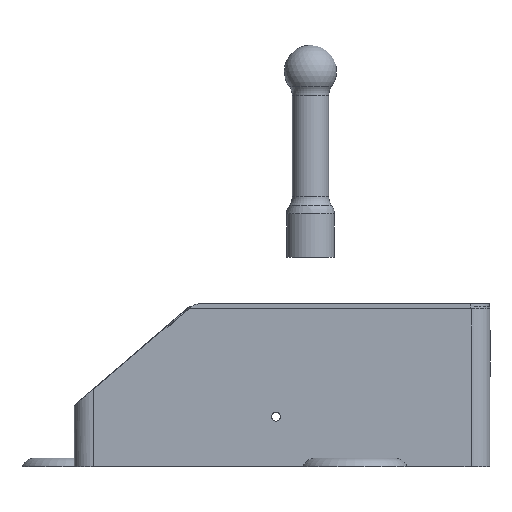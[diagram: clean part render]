
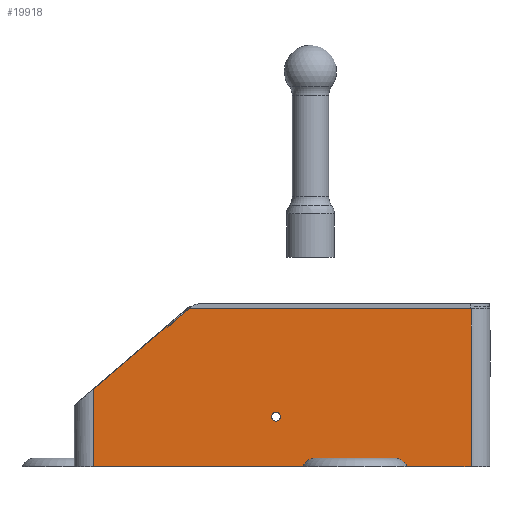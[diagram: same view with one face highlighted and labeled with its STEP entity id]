
A CAD part, front view. The second image highlights one B-rep face of the part: STEP entity #19918.
In plain terms, the highlighted planar face has unit normal (0, -1, 0).
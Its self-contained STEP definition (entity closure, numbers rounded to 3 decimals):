
#75=FACE_BOUND('',#2257,.T.);
#210=CIRCLE('',#20744,5.);
#211=CIRCLE('',#20745,5.);
#212=CIRCLE('',#20746,1.5);
#485=PLANE('',#20743);
#1140=FACE_OUTER_BOUND('',#2256,.T.);
#2256=EDGE_LOOP('',(#14848,#14849,#14850,#14851,#14852,#14853,#14854,#14855,
#14856,#14857,#14858,#14859,#14860,#14861,#14862,#14863));
#2257=EDGE_LOOP('',(#14864));
#2917=LINE('',#23551,#4293);
#2922=LINE('',#23566,#4298);
#2927=LINE('',#23647,#4303);
#2968=LINE('',#24705,#4344);
#3463=LINE('',#30476,#4839);
#3465=LINE('',#30492,#4841);
#3565=LINE('',#31620,#4941);
#3566=LINE('',#31622,#4942);
#3567=LINE('',#31624,#4943);
#3568=LINE('',#31626,#4944);
#3569=LINE('',#31630,#4945);
#3570=LINE('',#31634,#4946);
#3571=LINE('',#31636,#4947);
#3572=LINE('',#31637,#4948);
#4293=VECTOR('',#21108,10.);
#4298=VECTOR('',#21115,10.);
#4303=VECTOR('',#21128,10.);
#4344=VECTOR('',#21209,10.);
#4839=VECTOR('',#21926,10.);
#4841=VECTOR('',#21928,10.);
#4941=VECTOR('',#22086,10.);
#4942=VECTOR('',#22087,10.);
#4943=VECTOR('',#22088,10.);
#4944=VECTOR('',#22089,10.);
#4945=VECTOR('',#22092,10.);
#4946=VECTOR('',#22095,10.);
#4947=VECTOR('',#22096,10.);
#4948=VECTOR('',#22097,10.);
#7203=VERTEX_POINT('',#23544);
#7205=VERTEX_POINT('',#23550);
#7208=VERTEX_POINT('',#23560);
#7210=VERTEX_POINT('',#23564);
#7424=VERTEX_POINT('',#24699);
#7425=VERTEX_POINT('',#24704);
#8089=VERTEX_POINT('',#30471);
#8091=VERTEX_POINT('',#30486);
#8195=VERTEX_POINT('',#31621);
#8196=VERTEX_POINT('',#31623);
#8197=VERTEX_POINT('',#31625);
#8198=VERTEX_POINT('',#31627);
#8199=VERTEX_POINT('',#31629);
#8200=VERTEX_POINT('',#31631);
#8201=VERTEX_POINT('',#31633);
#8202=VERTEX_POINT('',#31635);
#8203=VERTEX_POINT('',#31638);
#9266=EDGE_CURVE('',#7205,#7203,#2917,.T.);
#9272=EDGE_CURVE('',#7208,#7210,#2922,.T.);
#9287=EDGE_CURVE('',#7210,#7205,#2927,.T.);
#9505=EDGE_CURVE('',#7425,#7424,#2968,.T.);
#10548=EDGE_CURVE('',#7424,#8089,#3463,.T.);
#10551=EDGE_CURVE('',#8091,#7425,#3465,.T.);
#10743=EDGE_CURVE('',#7203,#8091,#3565,.T.);
#10744=EDGE_CURVE('',#8089,#8195,#3566,.T.);
#10745=EDGE_CURVE('',#8196,#8195,#3567,.T.);
#10746=EDGE_CURVE('',#8196,#8197,#3568,.T.);
#10747=EDGE_CURVE('',#8197,#8198,#210,.T.);
#10748=EDGE_CURVE('',#8198,#8199,#3569,.T.);
#10749=EDGE_CURVE('',#8200,#8199,#211,.F.);
#10750=EDGE_CURVE('',#8200,#8201,#3570,.T.);
#10751=EDGE_CURVE('',#8201,#8202,#3571,.T.);
#10752=EDGE_CURVE('',#7208,#8202,#3572,.T.);
#10753=EDGE_CURVE('',#8203,#8203,#212,.T.);
#14848=ORIENTED_EDGE('',*,*,#9272,.T.);
#14849=ORIENTED_EDGE('',*,*,#9287,.T.);
#14850=ORIENTED_EDGE('',*,*,#9266,.T.);
#14851=ORIENTED_EDGE('',*,*,#10743,.T.);
#14852=ORIENTED_EDGE('',*,*,#10551,.T.);
#14853=ORIENTED_EDGE('',*,*,#9505,.T.);
#14854=ORIENTED_EDGE('',*,*,#10548,.T.);
#14855=ORIENTED_EDGE('',*,*,#10744,.T.);
#14856=ORIENTED_EDGE('',*,*,#10745,.F.);
#14857=ORIENTED_EDGE('',*,*,#10746,.T.);
#14858=ORIENTED_EDGE('',*,*,#10747,.T.);
#14859=ORIENTED_EDGE('',*,*,#10748,.T.);
#14860=ORIENTED_EDGE('',*,*,#10749,.F.);
#14861=ORIENTED_EDGE('',*,*,#10750,.T.);
#14862=ORIENTED_EDGE('',*,*,#10751,.T.);
#14863=ORIENTED_EDGE('',*,*,#10752,.F.);
#14864=ORIENTED_EDGE('',*,*,#10753,.T.);
#19918=ADVANCED_FACE('',(#1140,#75),#485,.T.);
#20743=AXIS2_PLACEMENT_3D('',#31619,#22084,#22085);
#20744=AXIS2_PLACEMENT_3D('',#31628,#22090,#22091);
#20745=AXIS2_PLACEMENT_3D('',#31632,#22093,#22094);
#20746=AXIS2_PLACEMENT_3D('',#31639,#22098,#22099);
#21108=DIRECTION('',(-0.652,0.,0.758));
#21115=DIRECTION('',(0.652,0.,-0.758));
#21128=DIRECTION('',(-0.758,0.,-0.652));
#21209=DIRECTION('',(-0.758,0.,-0.652));
#21926=DIRECTION('',(-0.652,0.,0.758));
#21928=DIRECTION('',(0.652,0.,-0.758));
#22084=DIRECTION('center_axis',(0.,-1.,0.));
#22085=DIRECTION('ref_axis',(1.,0.,0.));
#22086=DIRECTION('',(-0.758,0.,-0.652));
#22087=DIRECTION('',(-0.758,0.,-0.652));
#22088=DIRECTION('',(0.,0.,1.));
#22089=DIRECTION('',(1.,0.,0.));
#22090=DIRECTION('center_axis',(0.,1.,0.));
#22091=DIRECTION('ref_axis',(-1.,0.,0.));
#22092=DIRECTION('',(1.,0.,0.));
#22093=DIRECTION('center_axis',(0.,1.,0.));
#22094=DIRECTION('ref_axis',(1.,0.,0.));
#22095=DIRECTION('',(1.,0.,0.));
#22096=DIRECTION('',(0.,0.,1.));
#22097=DIRECTION('',(1.,0.,0.));
#22098=DIRECTION('center_axis',(0.,1.,0.));
#22099=DIRECTION('ref_axis',(1.,0.,0.));
#23544=CARTESIAN_POINT('',(3.769,-29.5,51.364));
#23550=CARTESIAN_POINT('',(4.095,-29.5,50.985));
#23551=CARTESIAN_POINT('',(3.769,-29.5,51.364));
#23560=CARTESIAN_POINT('',(8.,-29.5,55.));
#23564=CARTESIAN_POINT('',(8.326,-29.5,54.621));
#23566=CARTESIAN_POINT('',(14.584,-29.5,47.338));
#23647=CARTESIAN_POINT('',(-15.898,-29.5,33.804));
#24699=CARTESIAN_POINT('',(0.804,-29.5,48.157));
#24704=CARTESIAN_POINT('',(3.585,-29.5,50.547));
#24705=CARTESIAN_POINT('',(-26.146,-29.5,24.997));
#30471=CARTESIAN_POINT('',(0.478,-29.5,48.536));
#30476=CARTESIAN_POINT('',(0.478,-29.5,48.536));
#30486=CARTESIAN_POINT('',(3.259,-29.5,50.926));
#30492=CARTESIAN_POINT('',(3.259,-29.5,50.926));
#31619=CARTESIAN_POINT('Origin',(-25.,-29.5,0.));
#31620=CARTESIAN_POINT('',(-15.084,-29.5,35.162));
#31621=CARTESIAN_POINT('',(-25.,-29.5,26.641));
#31622=CARTESIAN_POINT('',(-15.084,-29.5,35.162));
#31623=CARTESIAN_POINT('',(-25.,-29.5,0.));
#31624=CARTESIAN_POINT('',(-25.,-29.5,0.));
#31625=CARTESIAN_POINT('',(47.,-29.5,0.));
#31626=CARTESIAN_POINT('',(-25.,-29.5,0.));
#31627=CARTESIAN_POINT('',(51.583,-29.5,3.));
#31628=CARTESIAN_POINT('Origin',(51.583,-29.5,-2.));
#31629=CARTESIAN_POINT('',(78.417,-29.5,3.));
#31630=CARTESIAN_POINT('',(20.,-29.5,3.));
#31631=CARTESIAN_POINT('',(83.,-29.5,0.));
#31632=CARTESIAN_POINT('Origin',(78.417,-29.5,-2.));
#31633=CARTESIAN_POINT('',(105.,-29.5,0.));
#31634=CARTESIAN_POINT('',(-25.,-29.5,0.));
#31635=CARTESIAN_POINT('',(105.,-29.5,55.));
#31636=CARTESIAN_POINT('',(105.,-29.5,0.));
#31637=CARTESIAN_POINT('',(-25.,-29.5,55.));
#31638=CARTESIAN_POINT('',(36.347,-29.5,17.205));
#31639=CARTESIAN_POINT('Origin',(37.847,-29.5,17.205));
